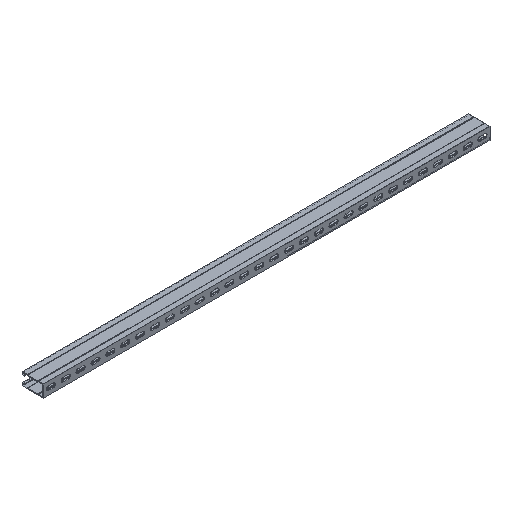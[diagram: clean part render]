
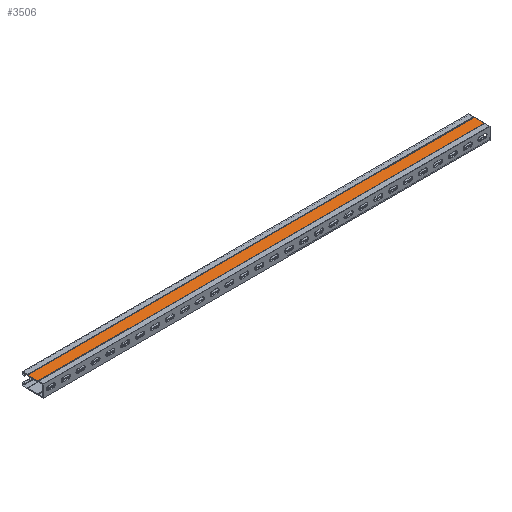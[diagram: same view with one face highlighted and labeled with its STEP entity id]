
A CAD part, isometric view. The second image highlights one B-rep face of the part: STEP entity #3506.
In plain terms, the highlighted planar face has unit normal (0, 0, 1).
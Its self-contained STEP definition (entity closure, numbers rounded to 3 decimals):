
#457=FACE_OUTER_BOUND('',#679,.T.);
#679=EDGE_LOOP('',(#3002,#3003,#3004,#3005));
#1005=LINE('',#5747,#1333);
#1006=LINE('',#5750,#1334);
#1007=LINE('',#5752,#1335);
#1008=LINE('',#5753,#1336);
#1333=VECTOR('',#4777,10.);
#1334=VECTOR('',#4780,10.);
#1335=VECTOR('',#4781,10.);
#1336=VECTOR('',#4782,10.);
#1656=VERTEX_POINT('',#5743);
#1657=VERTEX_POINT('',#5745);
#1658=VERTEX_POINT('',#5749);
#1659=VERTEX_POINT('',#5751);
#2129=EDGE_CURVE('',#1656,#1657,#1005,.T.);
#2130=EDGE_CURVE('',#1658,#1656,#1006,.T.);
#2131=EDGE_CURVE('',#1659,#1657,#1007,.T.);
#2132=EDGE_CURVE('',#1658,#1659,#1008,.T.);
#3002=ORIENTED_EDGE('',*,*,#2130,.T.);
#3003=ORIENTED_EDGE('',*,*,#2129,.T.);
#3004=ORIENTED_EDGE('',*,*,#2131,.F.);
#3005=ORIENTED_EDGE('',*,*,#2132,.F.);
#3183=PLANE('',#3839);
#3506=ADVANCED_FACE('',(#457),#3183,.T.);
#3839=AXIS2_PLACEMENT_3D('',#5748,#4778,#4779);
#4777=DIRECTION('',(1.,0.,0.));
#4778=DIRECTION('center_axis',(0.,0.,1.));
#4779=DIRECTION('ref_axis',(0.,-1.,0.));
#4780=DIRECTION('',(0.,-1.,0.));
#4781=DIRECTION('',(0.,-1.,0.));
#4782=DIRECTION('',(1.,0.,0.));
#5743=CARTESIAN_POINT('',(0.,-17.357,20.15));
#5745=CARTESIAN_POINT('',(1500.,-17.357,20.15));
#5747=CARTESIAN_POINT('',(0.,-17.357,20.15));
#5748=CARTESIAN_POINT('Origin',(0.,17.357,20.15));
#5749=CARTESIAN_POINT('',(0.,17.357,20.15));
#5750=CARTESIAN_POINT('',(0.,17.357,20.15));
#5751=CARTESIAN_POINT('',(1500.,17.357,20.15));
#5752=CARTESIAN_POINT('',(1500.,17.357,20.15));
#5753=CARTESIAN_POINT('',(0.,17.357,20.15));
